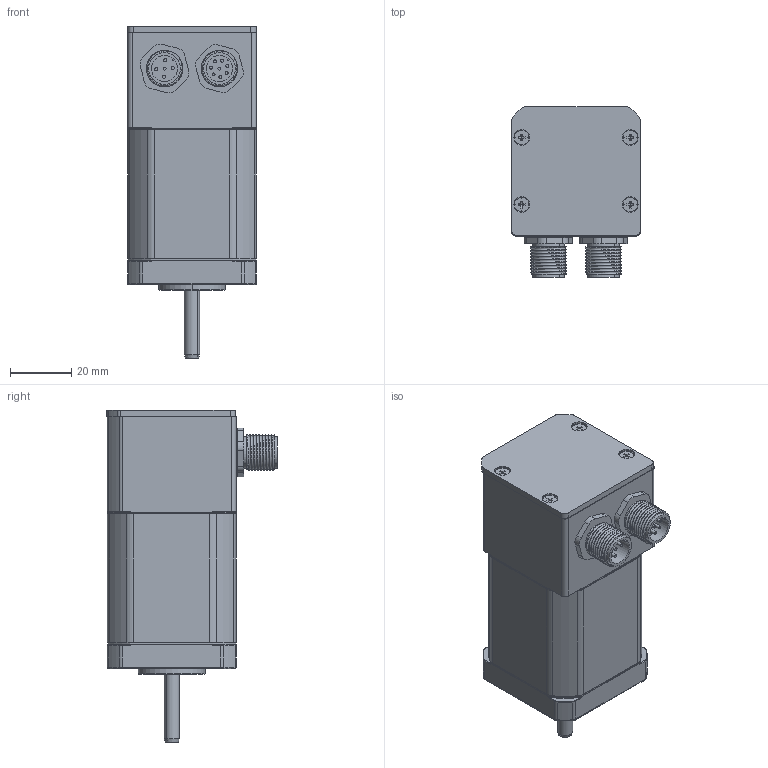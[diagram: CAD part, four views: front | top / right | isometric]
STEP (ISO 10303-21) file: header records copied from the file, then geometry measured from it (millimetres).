
FILE_DESCRIPTION (( 'STEP AP214' ), '1' );
FILE_NAME ('AW17TH18DM4001 都笣乾峎.STEP', '2021-06-01T08:30:06', ( '' ), ( '' ), 'SwSTEP 2.0', 'SolidWorks 2018', '' );
FILE_SCHEMA (( 'AUTOMOTIVE_DESIGN' ));
Length unit declared in the file: millimetre
Products named in the file (43): 平头螺钉 镀黑锌（M3-6）_平头螺钉 镀黑锌（M3-6）; 球头螺钉 镀黑锌（M3-43.5）; 11-461-XXX; 橡胶圈; 42砎呿菜; 42砎呿菜_42砎呿菜; 平头螺钉 镀黑锌（M3-6）; 电机接头_5针（M12-M12-5针板后插座）; 萇儂諉芛; 防水盖板毛坯（30-42219）; M12鞠褒蹟譫; AS22; 16-401-17（42电泳前盖金工-胶水槽）; 球头螺钉 镀白锌(M3-3.0); 球头螺钉 镀黑锌（M3-43.5）_球头螺钉 镀黑锌（M3-43.5）; 防水盖板毛坯（30-42219）_42后盖盖板 电泳（30-42219）; BWW-62511（日本波垫625用）_BWW-62511（日本波垫625用）; BWW-62511（日本波垫625用）; 滅阨綴裔 踢馱; 球头螺钉 镀白锌(M3-3.0)_球头螺钉 镀白锌(M3-8); 晤鎢ん諉芛; 防水后盖 金工_42后盖 金工（16-42220）; 编码器接头_8针（M12-M12-8针板后插座）; M12鞠褒蹟譫_M10; 16-401-17（42电泳前盖金工-胶水槽）_16-401-17（42电泳前盖金工-胶水槽）; AW17TH18DM4001 都笣乾峎; 17-401-05（42-42-1.8定子金工）_17-401-05（42-42-1.8定子金工）; D461-xxx; 17-401-05（42-42-1.8定子金工）; 461-xxx-x
Assembly tree (28 placements, depth 3):
  球头螺钉 镀黑锌（M3-43.5）
  橡胶圈
  42砎呿菜
  平头螺钉 镀黑锌（M3-6）
  11-461-XXX
Bounding box: 42.2 x 55.9 x 108.85 mm (x, y, z)
Volume: 74291.6 mm3; surface area: 62777.2 mm2
Topology: 24 solids, 27 shells, 1558 faces, 4028 edges, 2605 vertices
Faces by surface type: cylinder 681, plane 646, cone 106, torus 66, bspline 31, sphere 28
Entity records: 54113 total; most frequent: CARTESIAN_POINT 16401, DIRECTION 7099, ORIENTED_EDGE 6838, EDGE_CURVE 3419, AXIS2_PLACEMENT_3D 2684, VERTEX_POINT 2213, VECTOR 1731, LINE 1731
